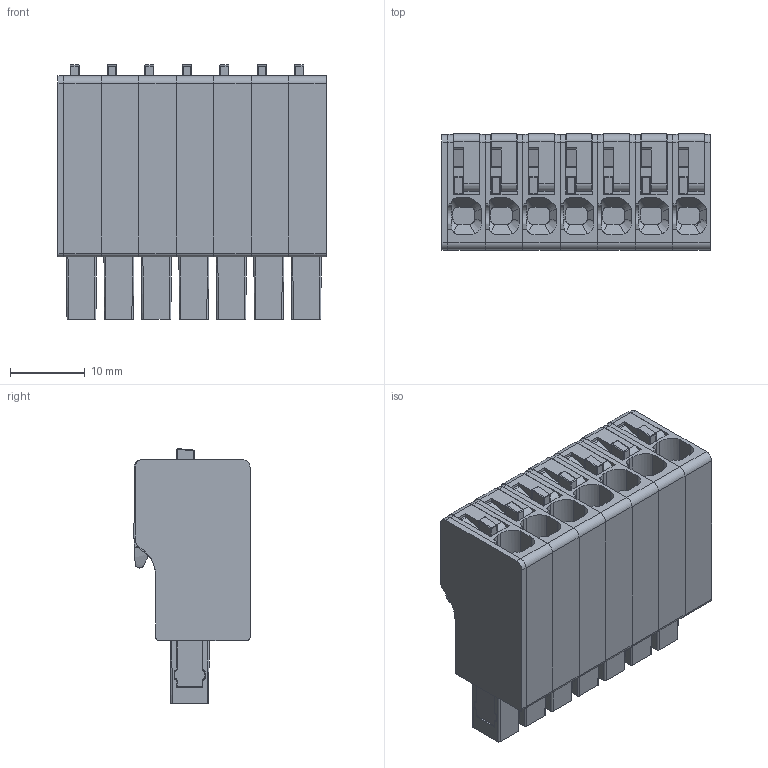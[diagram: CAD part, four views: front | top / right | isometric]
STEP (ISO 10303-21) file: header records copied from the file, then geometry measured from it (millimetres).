
FILE_DESCRIPTION(('CATIA V5R22 STEP214','CAx-IF Rec.Pracs.--- Model Styling and Organization---1.4--- 2014-01-23'),'2;1');
FILE_NAME ('D1463844_1', '2020-08-03T12:32:21+00:00', ('Weidmueller Interface'), ('Weidmueller'), 'CATIA Version 5-6 Release 2016 SP3 HF44', 'CATIA V5 STEP AP214', 'none');
FILE_SCHEMA(('AUTOMOTIVE_DESIGN { 1 0 10303 214 1 1 1 1 }'));
Products named in the file (1): 2741610000
Bounding box: 35.8 x 15.5 x 34 mm (x, y, z)
Volume: 12241.3 mm3; surface area: 13623.5 mm2
Topology: 22 solids, 22 shells, 1673 faces, 4610 edges, 3012 vertices
Faces by surface type: plane 992, cylinder 571, sphere 56, cone 32, bspline 15, torus 7
Entity records: 54795 total; most frequent: CARTESIAN_POINT 14536, ORIENTED_EDGE 9052, DIRECTION 6806, EDGE_CURVE 4526, VERTEX_POINT 2998, VECTOR 2843, LINE 2843, AXIS2_PLACEMENT_3D 2434
